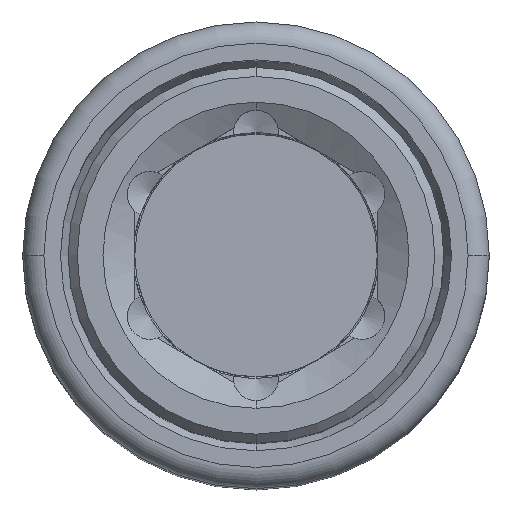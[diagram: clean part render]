
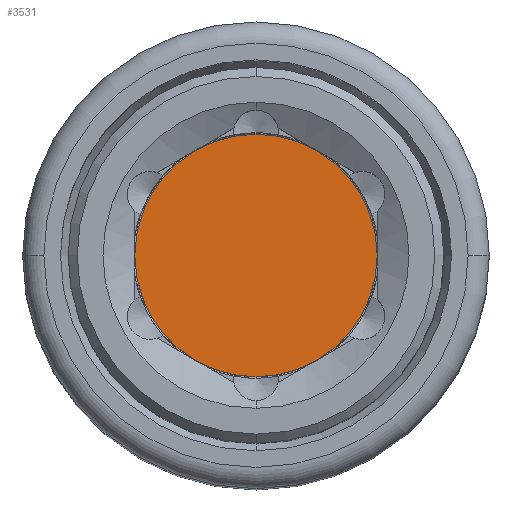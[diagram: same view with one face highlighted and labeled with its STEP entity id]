
A CAD part, top view. The second image highlights one B-rep face of the part: STEP entity #3531.
In plain terms, the highlighted planar face has unit normal (0, 0, 1).
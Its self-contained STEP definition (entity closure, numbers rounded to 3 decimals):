
#3464=CARTESIAN_POINT('',(0.,0.,71.5));
#3465=DIRECTION('',(0.,0.,1.));
#3466=DIRECTION('',(0.,1.,0.));
#3467=AXIS2_PLACEMENT_3D('',#3464,#3465,#3466);
#3469=CARTESIAN_POINT('',(0.,0.,71.5));
#3470=DIRECTION('',(0.,0.,-1.));
#3471=DIRECTION('',(0.,1.,0.));
#3472=AXIS2_PLACEMENT_3D('',#3469,#3470,#3471);
#3475=CARTESIAN_POINT('',(0.,4.,71.5));
#3477=VERTEX_POINT('',#3475);
#3479=CARTESIAN_POINT('',(0.,-4.,71.5));
#3481=VERTEX_POINT('',#3479);
#3522=CARTESIAN_POINT('',(0.,0.,71.5));
#3523=DIRECTION('',(0.,0.,-1.));
#3524=DIRECTION('',(0.,-1.,0.));
#3525=AXIS2_PLACEMENT_3D('',#3522,#3523,#3524);
#3526=PLANE('',#3525);
#3527=ORIENTED_EDGE('',*,*,#3501,.F.);
#3528=ORIENTED_EDGE('',*,*,#3517,.T.);
#3529=EDGE_LOOP('',(#3527,#3528));
#3530=FACE_OUTER_BOUND('',#3529,.F.);
#3531=ADVANCED_FACE('',(#3530),#3526,.F.);
#3468=CIRCLE('',#3467,4.);
#3473=CIRCLE('',#3472,4.);
#3501=EDGE_CURVE('',#3477,#3481,#3468,.T.);
#3517=EDGE_CURVE('',#3477,#3481,#3473,.T.);
